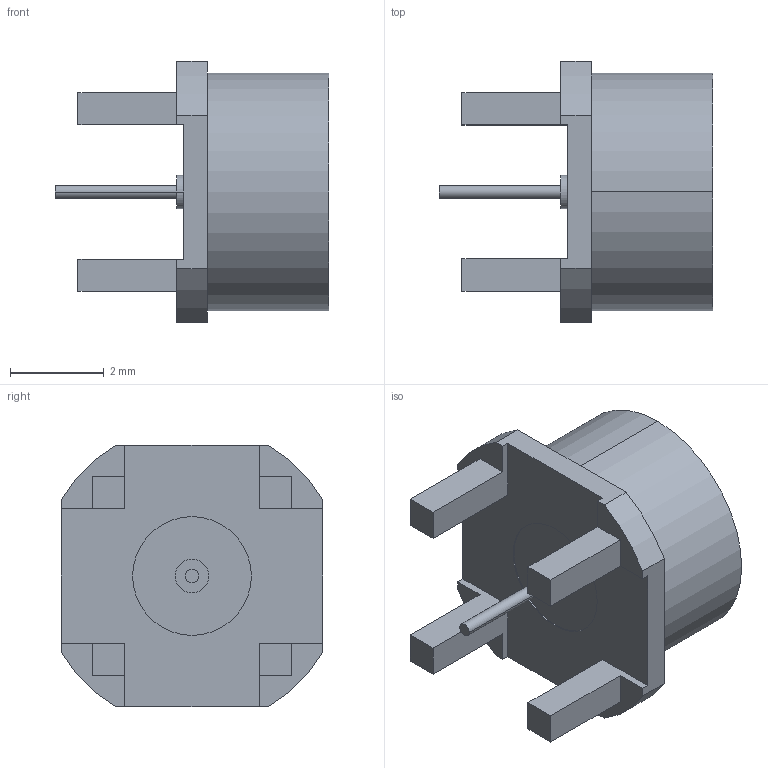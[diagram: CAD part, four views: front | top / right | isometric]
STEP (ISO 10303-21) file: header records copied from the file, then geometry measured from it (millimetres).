
FILE_DESCRIPTION((''),'2;1');
FILE_NAME('SMP-MSSB-PCT-4_SW0001','2019-11-27T',('Viji'),(''),'CREO PARAMETRIC BY PTC INC, 2018360','CREO PARAMETRIC BY PTC INC, 2018360','');
FILE_SCHEMA(('CONFIG_CONTROL_DESIGN'));
Length unit declared in the file: inch
Products named in the file (1): SMP-MSSB-PCT-4_SW0001
Bounding box: 5.84 x 5.59 x 5.59 mm (x, y, z)
Volume: 53.2 mm3; surface area: 160.4 mm2
Topology: 1 solids, 1 shells, 55 faces, 142 edges, 93 vertices
Faces by surface type: plane 35, cylinder 16, cone 2, sphere 2
Entity records: 1704 total; most frequent: CARTESIAN_POINT 288, DIRECTION 288, ORIENTED_EDGE 280, EDGE_CURVE 140, VECTOR 102, LINE 102, AXIS2_PLACEMENT_3D 93, VERTEX_POINT 93
